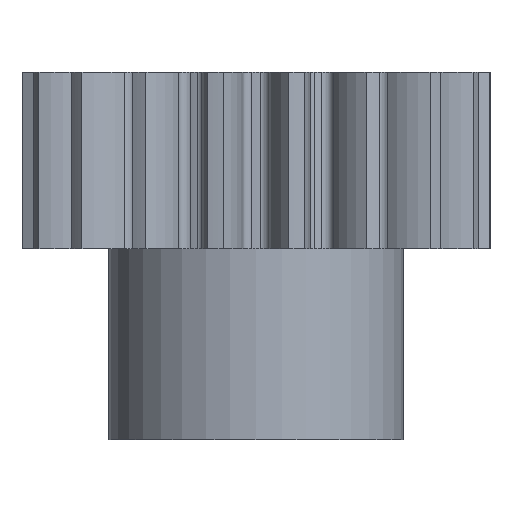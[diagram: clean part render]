
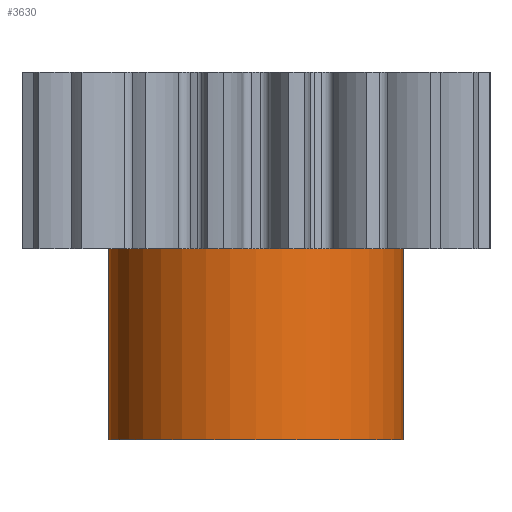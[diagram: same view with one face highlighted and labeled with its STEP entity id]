
A CAD part, front view. The second image highlights one B-rep face of the part: STEP entity #3630.
In plain terms, the highlighted cylindrical face has radius 10 mm (diameter 20 mm), a partial arc.
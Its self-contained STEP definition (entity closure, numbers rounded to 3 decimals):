
#207 = EDGE_CURVE ( 'NONE', #4372, #4373, #1057, .T. ) ;
#1050 = DIRECTION ( 'NONE',  ( 1., 0., 0. ) ) ;
#1051 = DIRECTION ( 'NONE',  ( 0., 0., 1. ) ) ;
#1052 = CARTESIAN_POINT ( 'NONE',  ( 0., 0., 0. ) ) ;
#1053 = AXIS2_PLACEMENT_3D ( 'NONE', #1052, #1051, #1050 ) ;
#1057 = CIRCLE ( 'NONE', #1053, 10. ) ;
#2271 = CIRCLE ( 'NONE', #2324, 10. ) ;
#2278 = CYLINDRICAL_SURFACE ( 'NONE', #2330, 10. ) ;
#2282 = CARTESIAN_POINT ( 'NONE',  ( 0., 0., -13. ) ) ;
#2291 = FACE_OUTER_BOUND ( 'NONE', #3624, .T. ) ;
#2322 = DIRECTION ( 'NONE',  ( 1., 0., 0. ) ) ;
#2323 = DIRECTION ( 'NONE',  ( 0., 0., 1. ) ) ;
#2324 = AXIS2_PLACEMENT_3D ( 'NONE', #2282, #2323, #2322 ) ;
#2327 = DIRECTION ( 'NONE',  ( 1., 0., 0. ) ) ;
#2328 = DIRECTION ( 'NONE',  ( 0., 0., 1. ) ) ;
#2329 = CARTESIAN_POINT ( 'NONE',  ( 0., 0., -13. ) ) ;
#2330 = AXIS2_PLACEMENT_3D ( 'NONE', #2329, #2328, #2327 ) ;
#2843 = LINE ( 'NONE', #2854, #2890 ) ;
#2854 = CARTESIAN_POINT ( 'NONE',  ( 10., 0., -13. ) ) ;
#2885 = CARTESIAN_POINT ( 'NONE',  ( -10., 0., -13. ) ) ;
#2889 = DIRECTION ( 'NONE',  ( 0., 0., 1. ) ) ;
#2890 = VECTOR ( 'NONE', #2889, 1000. ) ;
#3318 = DIRECTION ( 'NONE',  ( 0., 0., 1. ) ) ;
#3319 = CARTESIAN_POINT ( 'NONE',  ( -10., 0., -13. ) ) ;
#3320 = LINE ( 'NONE', #3319, #3379 ) ;
#3322 = CARTESIAN_POINT ( 'NONE',  ( 10., 0., -13. ) ) ;
#3325 = CARTESIAN_POINT ( 'NONE',  ( -10., 0., 0. ) ) ;
#3378 = CARTESIAN_POINT ( 'NONE',  ( 10., 0., 0. ) ) ;
#3379 = VECTOR ( 'NONE', #3318, 1000. ) ;
#3624 = EDGE_LOOP ( 'NONE', ( #3626, #3628, #3633, #3634 ) ) ;
#3626 = ORIENTED_EDGE ( 'NONE', *, *, #4369, .F. ) ;
#3628 = ORIENTED_EDGE ( 'NONE', *, *, #3631, .T. ) ;
#3630 = ADVANCED_FACE ( 'NONE', ( #2291 ), #2278, .T. ) ;
#3631 = EDGE_CURVE ( 'NONE', #4135, #4371, #2271, .T. ) ;
#3633 = ORIENTED_EDGE ( 'NONE', *, *, #4130, .T. ) ;
#3634 = ORIENTED_EDGE ( 'NONE', *, *, #207, .F. ) ;
#4130 = EDGE_CURVE ( 'NONE', #4371, #4373, #2843, .T. ) ;
#4135 = VERTEX_POINT ( 'NONE', #2885 ) ;
#4369 = EDGE_CURVE ( 'NONE', #4135, #4372, #3320, .T. ) ;
#4371 = VERTEX_POINT ( 'NONE', #3322 ) ;
#4372 = VERTEX_POINT ( 'NONE', #3325 ) ;
#4373 = VERTEX_POINT ( 'NONE', #3378 ) ;
